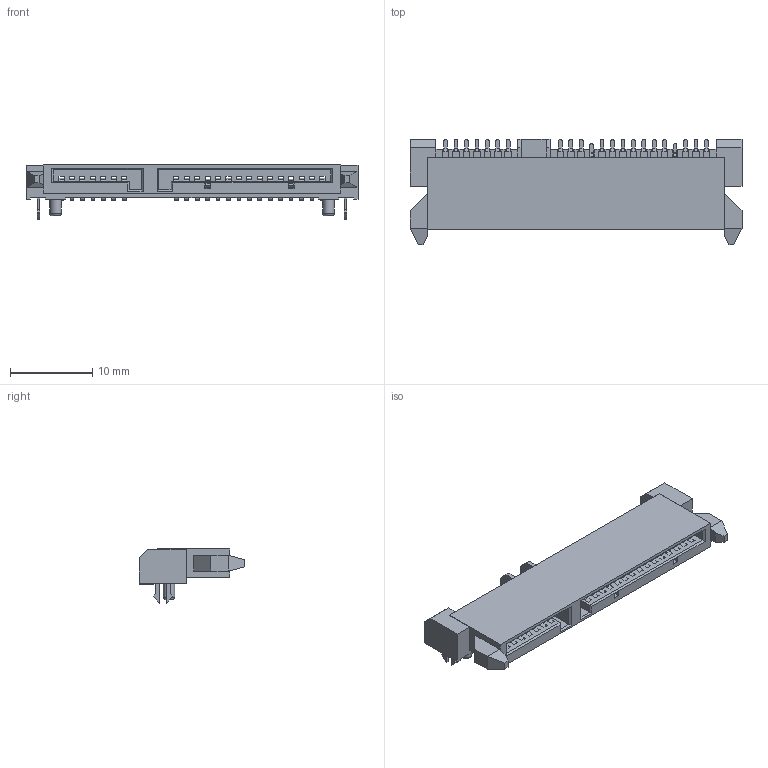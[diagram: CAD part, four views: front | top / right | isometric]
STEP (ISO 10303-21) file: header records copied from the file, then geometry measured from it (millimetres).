
FILE_DESCRIPTION((''),'2;1');
FILE_NAME('FST2204-FSB3003K6K','2021-11-01T',('工程三'),(''),'PRO/ENGINEER BY PARAMETRIC TECHNOLOGY CORPORATION, 2010280','PRO/ENGINEER BY PARAMETRIC TECHNOLOGY CORPORATION, 2010280','');
FILE_SCHEMA(('CONFIG_CONTROL_DESIGN'));
Length unit declared in the file: millimetre
Products named in the file (1): FST2204-FSB3003K6K
Bounding box: 40.4 x 12.8 x 6.6 mm (x, y, z)
Volume: 962.9 mm3; surface area: 2770.5 mm2
Topology: 1 solids, 1 shells, 1237 faces, 3980 edges, 2542 vertices
Faces by surface type: plane 1001, cylinder 232, torus 4
Entity records: 43384 total; most frequent: ORIENTED_EDGE 7960, CARTESIAN_POINT 7759, DIRECTION 6926, EDGE_CURVE 3980, VECTOR 3508, LINE 3508, VERTEX_POINT 2542, AXIS2_PLACEMENT_3D 1709
